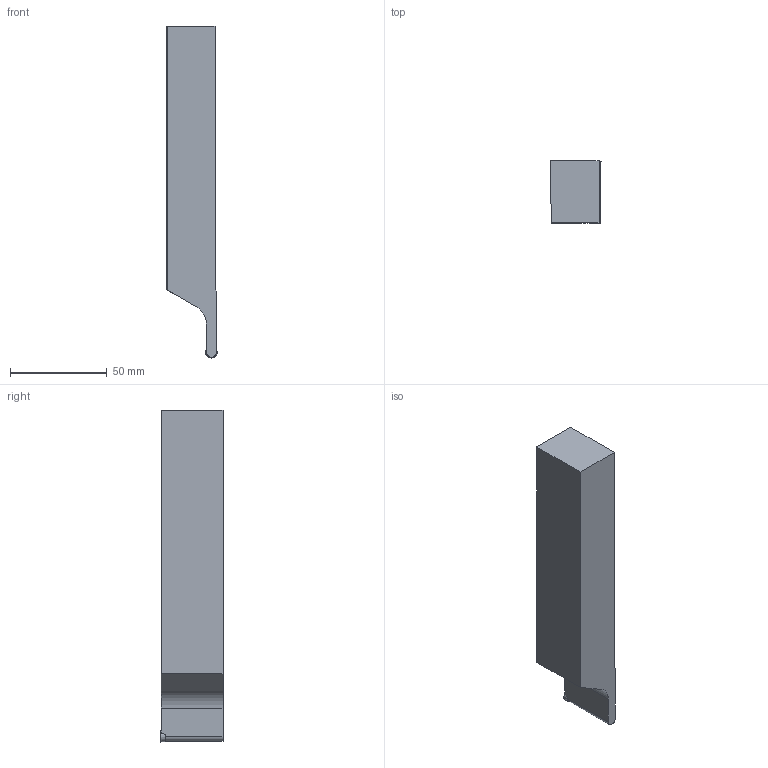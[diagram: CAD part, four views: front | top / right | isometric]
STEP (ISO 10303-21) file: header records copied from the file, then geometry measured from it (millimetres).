
FILE_DESCRIPTION(/* description */ (''),/* implementation_level */ '2;1');
FILE_NAME(/* name */ '1675335724384.stp',/* time_stamp */ '2023-02-02T16:32:20+05:00',/* author */ (''),/* organization */ ('SMS'),/* preprocessor_version */ 'ST-DEVELOPER v16.7',/* originating_system */ 'SIEMENS PLM Software NX 12.0',/* authorisation */ '');
FILE_SCHEMA (('AUTOMOTIVE_DESIGN { 1 0 10303 214 3 1 1 1 }'));
Length unit declared in the file: millimetre
Products named in the file (4): 204443338mod000_00; ASSEMBLY_CONSTRUCTION; 204463845mod000_00; 204463848mod000_00
Assembly tree (3 placements, depth 2):
  204463848mod000_00
    204463845mod000_00
    ASSEMBLY_CONSTRUCTION
    204443338mod000_00
Bounding box: 26 x 32 x 171.35 mm (x, y, z)
Volume: 117146.7 mm3; surface area: 19592.1 mm2
Topology: 2 solids, 2 shells, 27 faces, 65 edges, 51 vertices
Faces by surface type: plane 15, cylinder 4, cone 4, torus 4
Full cylindrical faces by diameter (mm): 2.8 x2
Entity records: 898 total; most frequent: DIRECTION 141, CARTESIAN_POINT 140, ORIENTED_EDGE 102, AXIS2_PLACEMENT_3D 55, EDGE_CURVE 51, EDGE_LOOP 39, VERTEX_POINT 38, LINE 31
